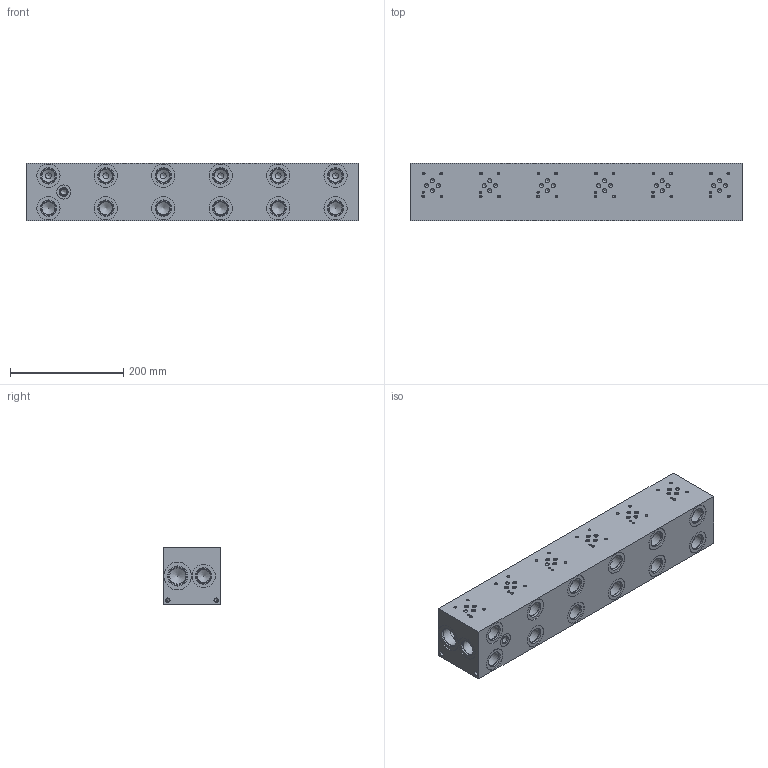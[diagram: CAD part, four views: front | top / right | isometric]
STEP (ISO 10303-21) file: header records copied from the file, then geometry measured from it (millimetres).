
FILE_DESCRIPTION((''),'2;1');
FILE_NAME('AD03HP064S.stp','2013-03-12T08:11:56',('juliea'),(''),'Autodesk Inventor 2012','Autodesk Inventor 2012','');
FILE_SCHEMA(('AUTOMOTIVE_DESIGN { 1 0 10303 214 1 1 1 1 }'));
Length unit declared in the file: millimetre
Products named in the file (1): AD03HP064S
Bounding box: 587.38 x 101.6 x 101.6 mm (x, y, z)
Volume: 5630160.3 mm3; surface area: 333763.5 mm2
Topology: 1 solids, 1 shells, 360 faces, 716 edges, 437 vertices
Faces by surface type: cylinder 177, cone 98, plane 85
Full cylindrical faces by diameter (mm): 3.785 x24, 3.962 x6, 4.826 x24, 6.528 x4, 7.137 x24, 7.95 x4, 10.719 x7, 12.903 x1, 14.288 x1, 15.596 x1, 23.012 x14, 24.917 x14, 24.994 x1, 26.988 x6, 27 x8, 28.575 x2, 29.21 x14, 31.267 x2, 33.338 x2, 35.509 x2, 40.996 x14, 48.997 x2
Entity records: 7262 total; most frequent: DIRECTION 1442, CARTESIAN_POINT 1089, ORIENTED_EDGE 732, AXIS2_PLACEMENT_3D 715, EDGE_LOOP 714, EDGE_CURVE 366, VERTEX_POINT 362, FACE_OUTER_BOUND 360
